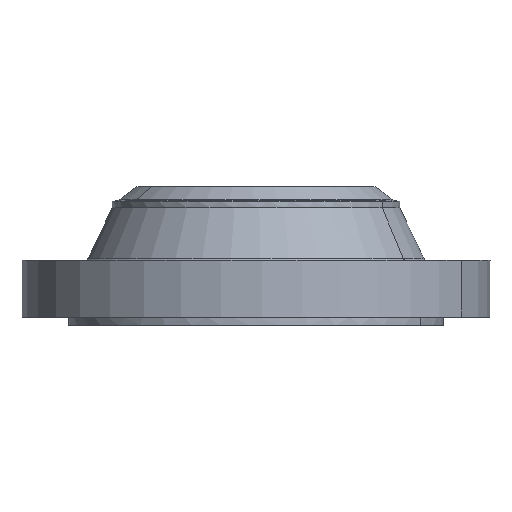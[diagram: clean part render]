
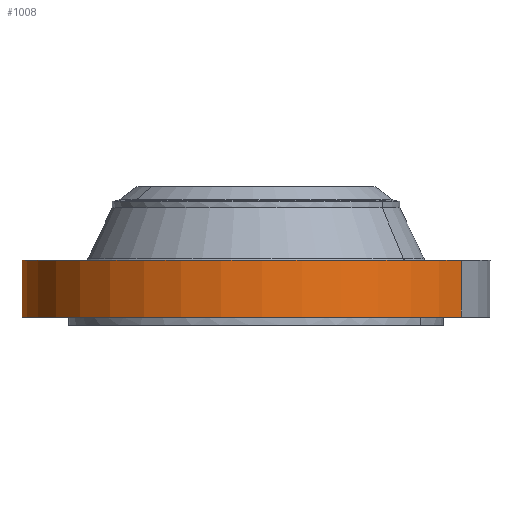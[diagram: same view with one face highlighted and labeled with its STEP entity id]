
A CAD part, left-side view. The second image highlights one B-rep face of the part: STEP entity #1008.
In plain terms, the highlighted cylindrical face has radius 222.25 mm (diameter 444.5 mm), a partial arc.
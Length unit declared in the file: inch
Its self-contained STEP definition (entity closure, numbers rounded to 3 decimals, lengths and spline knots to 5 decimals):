
#145=AXIS2_PLACEMENT_3D('Circle Axis2P3D',#143,#144,$) ;
#662=AXIS2_PLACEMENT_3D('Circle Axis2P3D',#660,#661,$) ;
#990=AXIS2_PLACEMENT_3D('Cylinder Axis2P3D',#987,#988,#989) ;
#143=CARTESIAN_POINT('Axis2P3D Location',(0.,0.,0.)) ;
#147=CARTESIAN_POINT('Vertex',(-4.19497,-7.67885,0.)) ;
#149=CARTESIAN_POINT('Vertex',(4.19497,7.67885,0.)) ;
#655=CARTESIAN_POINT('Vertex',(4.19497,7.67885,2.12)) ;
#657=CARTESIAN_POINT('Vertex',(-4.19497,-7.67885,2.12)) ;
#660=CARTESIAN_POINT('Axis2P3D Location',(0.,0.,2.12)) ;
#987=CARTESIAN_POINT('Axis2P3D Location',(0.,0.,2.2835)) ;
#992=CARTESIAN_POINT('Line Origine',(-4.19497,-7.67885,1.06)) ;
#997=CARTESIAN_POINT('Line Origine',(4.19497,7.67885,1.06)) ;
#144=DIRECTION('Axis2P3D Direction',(0.,0.,-0.039)) ;
#661=DIRECTION('Axis2P3D Direction',(0.,0.,-0.039)) ;
#988=DIRECTION('Axis2P3D Direction',(0.,0.,-0.039)) ;
#989=DIRECTION('Axis2P3D XDirection',(-0.019,-0.035,0.)) ;
#993=DIRECTION('Vector Direction',(0.,0.,-0.039)) ;
#998=DIRECTION('Vector Direction',(0.,0.,-0.039)) ;
#994=VECTOR('Line Direction',#993,0.03937) ;
#999=VECTOR('Line Direction',#998,0.03937) ;
#1003=ORIENTED_EDGE('',*,*,#151,.F.) ;
#1004=ORIENTED_EDGE('',*,*,#996,.T.) ;
#1005=ORIENTED_EDGE('',*,*,#664,.T.) ;
#1006=ORIENTED_EDGE('',*,*,#1001,.F.) ;
#1008=ADVANCED_FACE('PartBody',(#1007),#991,.T.) ;
#146=CIRCLE('generated circle',#145,8.75) ;
#663=CIRCLE('generated circle',#662,8.75) ;
#991=CYLINDRICAL_SURFACE('generated cylinder',#990,8.75) ;
#151=EDGE_CURVE('',#148,#150,#146,.T.) ;
#664=EDGE_CURVE('',#658,#656,#663,.T.) ;
#996=EDGE_CURVE('',#148,#658,#995,.F.) ;
#1001=EDGE_CURVE('',#150,#656,#1000,.F.) ;
#1002=EDGE_LOOP('',(#1003,#1004,#1005,#1006)) ;
#1007=FACE_OUTER_BOUND('',#1002,.T.) ;
#995=LINE('Line',#992,#994) ;
#1000=LINE('Line',#997,#999) ;
#148=VERTEX_POINT('',#147) ;
#150=VERTEX_POINT('',#149) ;
#656=VERTEX_POINT('',#655) ;
#658=VERTEX_POINT('',#657) ;
